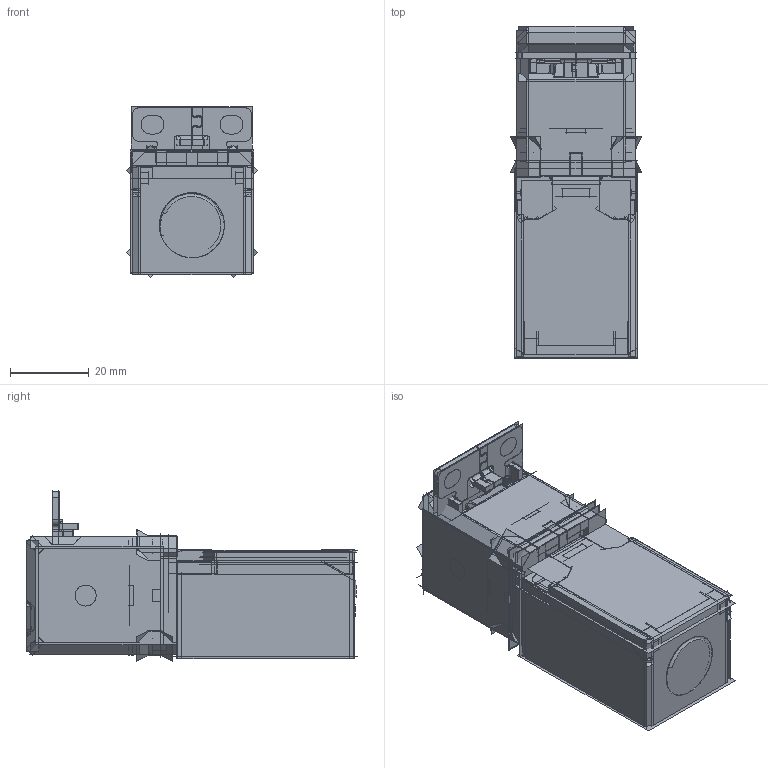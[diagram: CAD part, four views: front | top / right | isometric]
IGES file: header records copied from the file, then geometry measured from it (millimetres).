
Start section:  PTC IGES file: 192581.igs
Global section: file name: 192581.igs; native system: Creo Parametric by Parametric Technology Corporation; preprocessor: 2013230; author: pdmadmin; organization: Unknown; date: 20160120.175451; units: millimetre
Bounding box: 33.3 x 84.09 x 43.21 mm (x, y, z)
Surface area: 751358.6 mm2
Topology: 9 solids, 9 shells, 3454 faces, 22542 edges, 31790 vertices
Faces by surface type: bspline 2406, revolution 1048
